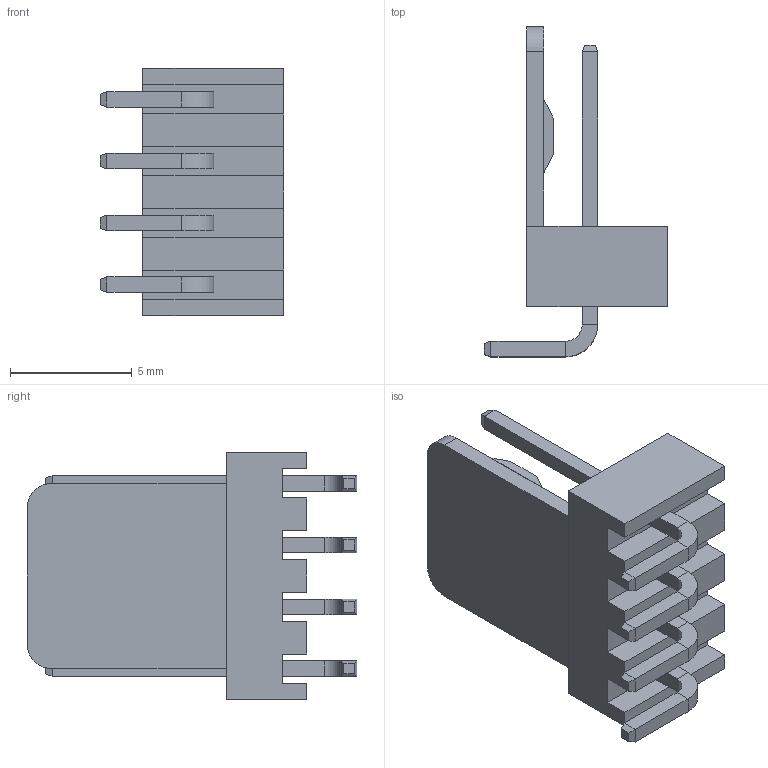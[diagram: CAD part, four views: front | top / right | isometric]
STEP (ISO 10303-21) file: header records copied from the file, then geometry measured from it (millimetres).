
FILE_DESCRIPTION (( 'STEP AP214' ), '1' );
FILE_NAME ('DS1070-4_MR.STEP', '2021-04-01T08:50:31', ( '' ), ( '' ), 'SwSTEP 2.0', 'SolidWorks 2020', '' );
FILE_SCHEMA (( 'AUTOMOTIVE_DESIGN' ));
Length unit declared in the file: millimetre
Products named in the file (1): DS1070-4_MR
Bounding box: 7.55 x 13.57 x 10.2 mm (x, y, z)
Volume: 244.3 mm3; surface area: 624.5 mm2
Topology: 7 solids, 7 shells, 124 faces, 266 edges, 156 vertices
Faces by surface type: plane 114, cylinder 10
Entity records: 3790 total; most frequent: CARTESIAN_POINT 547, DIRECTION 536, ORIENTED_EDGE 532, EDGE_CURVE 266, VECTOR 246, LINE 246, VERTEX_POINT 156, AXIS2_PLACEMENT_3D 145
